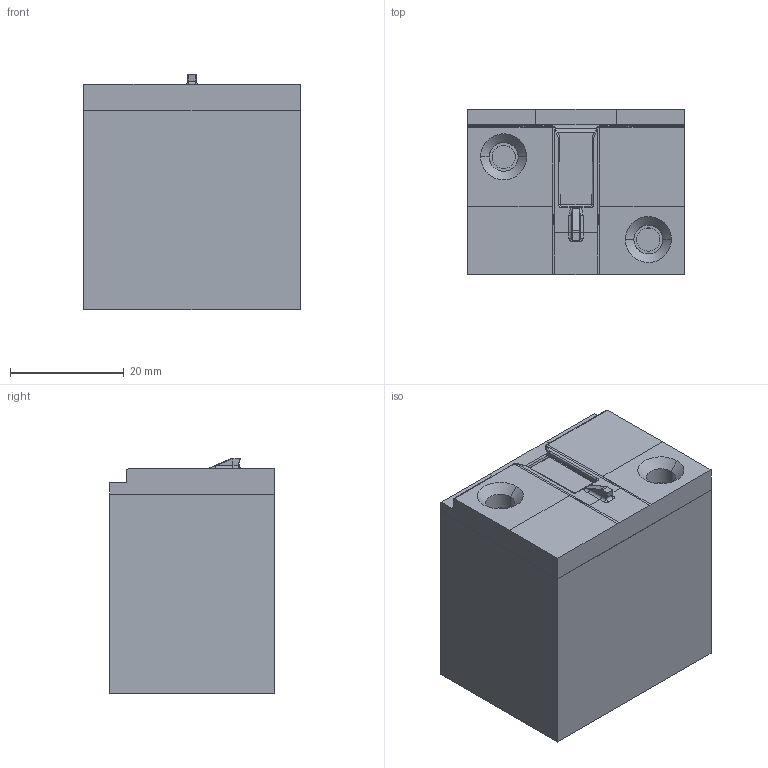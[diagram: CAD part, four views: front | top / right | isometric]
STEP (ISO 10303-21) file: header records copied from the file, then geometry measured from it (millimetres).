
FILE_DESCRIPTION(('CATIA V5 STEP Exchange'),'2;1');
FILE_NAME('EWCAP-005-7 - 7mm ClipSlot.stp','2014-08-05T18:49:30+00:00',('none'),('none'),'CATIA Version 5 Release 19 GA (IN-10)','CATIA V5 STEP AP203','none');
FILE_SCHEMA(('CONFIG_CONTROL_DESIGN'));
Length unit declared in the file: millimetre
Products named in the file (1): Product1
Assembly tree (2 placements, depth 2):
  Product1
    #56
    #2219
Bounding box: 38.1 x 28.95 x 41.36 mm (x, y, z)
Volume: 42484.3 mm3; surface area: 10233.1 mm2
Topology: 2 solids, 2 shells, 200 faces, 492 edges, 286 vertices
Faces by surface type: cylinder 81, plane 67, bspline 42, sphere 10
Entity records: 8065 total; most frequent: CARTESIAN_POINT 3954, ORIENTED_EDGE 960, DIRECTION 587, EDGE_CURVE 480, VERTEX_POINT 286, AXIS2_PLACEMENT_3D 219, VECTOR 217, LINE 217
